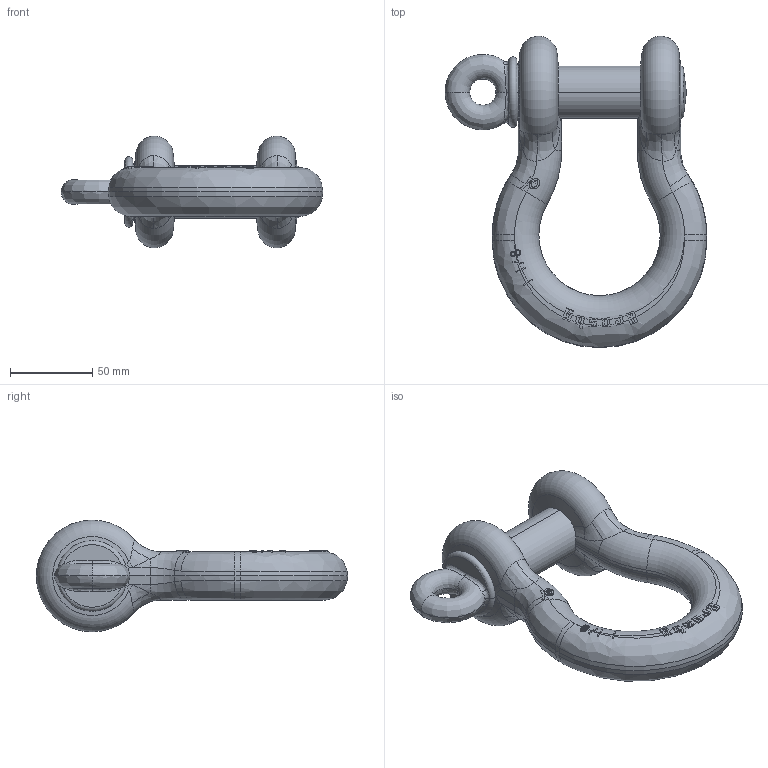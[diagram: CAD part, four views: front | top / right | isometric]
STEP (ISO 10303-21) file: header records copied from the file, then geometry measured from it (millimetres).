
FILE_DESCRIPTION((''),'2;1');
FILE_NAME('CROSBY_209_113','2003-11-18T',('adoughty'),('The Crosby Group, Inc.'),'PRO/ENGINEER BY PARAMETRIC TECHNOLOGY CORPORATION, 2001150','PRO/ENGINEER BY PARAMETRIC TECHNOLOGY CORPORATION, 2001150','');
FILE_SCHEMA(('CONFIG_CONTROL_DESIGN'));
Length unit declared in the file: inch
Products named in the file (1): CROSBY_209_113
Bounding box: 159.47 x 189.73 x 68.04 mm (x, y, z)
Volume: 405753.6 mm3; surface area: 63841.1 mm2
Topology: 2 solids, 2 shells, 288 faces, 773 edges, 484 vertices
Faces by surface type: plane 115, bspline 82, torus 31, cylinder 26, cone 22, extrusion 12
Entity records: 13960 total; most frequent: CARTESIAN_POINT 7758, ORIENTED_EDGE 1542, DIRECTION 890, EDGE_CURVE 771, VERTEX_POINT 484, B_SPLINE_CURVE_WITH_KNOTS 429, AXIS2_PLACEMENT_3D 330, EDGE_LOOP 291
